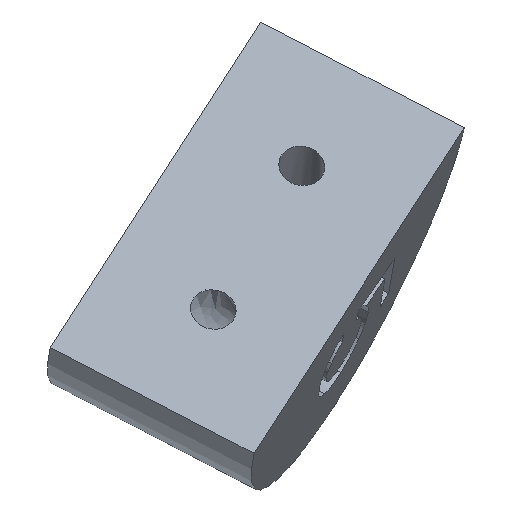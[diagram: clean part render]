
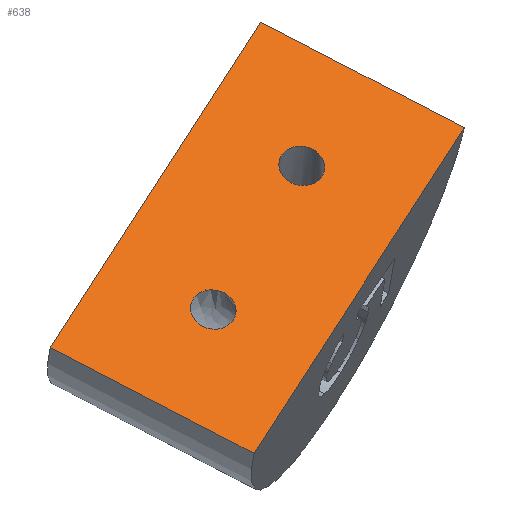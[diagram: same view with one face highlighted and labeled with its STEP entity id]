
A CAD part, isometric view. The second image highlights one B-rep face of the part: STEP entity #638.
In plain terms, the highlighted planar face has unit normal (-0.197, -0.359, 0.912).
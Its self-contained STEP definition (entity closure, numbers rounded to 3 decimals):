
#16=FACE_BOUND('',#106,.T.);
#17=FACE_BOUND('',#107,.T.);
#37=PLANE('',#668);
#70=FACE_OUTER_BOUND('',#105,.T.);
#105=EDGE_LOOP('',(#541,#542,#543,#544));
#106=EDGE_LOOP('',(#545,#546));
#107=EDGE_LOOP('',(#547));
#156=LINE('',#1718,#203);
#157=LINE('',#1721,#204);
#158=LINE('',#1723,#205);
#159=LINE('',#1724,#206);
#203=VECTOR('',#742,10.);
#204=VECTOR('',#745,10.);
#205=VECTOR('',#746,10.);
#206=VECTOR('',#747,10.);
#238=B_SPLINE_CURVE_WITH_KNOTS('',3,(#1205,#1206,#1207,#1208,#1209,#1210,
#1211,#1212,#1213,#1214,#1215),.UNSPECIFIED.,.F.,.F.,(4,1,1,1,1,1,1,1,4),
(0.,0.143,0.286,0.429,0.571,
0.679,0.786,0.857,1.),.UNSPECIFIED.);
#240=B_SPLINE_CURVE_WITH_KNOTS('',3,(#1242,#1243,#1244,#1245,#1246),
 .UNSPECIFIED.,.F.,.F.,(4,1,4),(0.,0.5,1.),.UNSPECIFIED.);
#242=B_SPLINE_CURVE_WITH_KNOTS('',3,(#1438,#1439,#1440,#1441,#1442,#1443,
#1444,#1445,#1446,#1447,#1448,#1449,#1450,#1451,#1452,#1453,#1454,#1455,
#1456,#1457,#1458,#1459,#1460,#1461,#1462,#1463,#1464,#1465,#1466,#1467,
#1468,#1469,#1470,#1471,#1472,#1473,#1474,#1475),.UNSPECIFIED.,.T.,.F.,
(4,2,2,2,2,2,2,2,2,2,2,2,2,2,2,2,2,2,4),(-1.,-0.963,-0.907,
-0.842,-0.769,-0.705,-0.647,
-0.591,-0.532,-0.472,-0.41,
-0.349,-0.288,-0.225,-0.158,
-0.093,-0.054,-0.015,0.),
 .UNSPECIFIED.);
#293=VERTEX_POINT('',#1202);
#294=VERTEX_POINT('',#1204);
#296=VERTEX_POINT('',#1436);
#305=VERTEX_POINT('',#1714);
#306=VERTEX_POINT('',#1716);
#307=VERTEX_POINT('',#1720);
#308=VERTEX_POINT('',#1722);
#377=EDGE_CURVE('',#294,#293,#238,.T.);
#380=EDGE_CURVE('',#293,#294,#240,.T.);
#383=EDGE_CURVE('',#296,#296,#242,.T.);
#396=EDGE_CURVE('',#305,#306,#156,.T.);
#397=EDGE_CURVE('',#307,#305,#157,.T.);
#398=EDGE_CURVE('',#308,#306,#158,.T.);
#399=EDGE_CURVE('',#307,#308,#159,.T.);
#541=ORIENTED_EDGE('',*,*,#397,.T.);
#542=ORIENTED_EDGE('',*,*,#396,.T.);
#543=ORIENTED_EDGE('',*,*,#398,.F.);
#544=ORIENTED_EDGE('',*,*,#399,.F.);
#545=ORIENTED_EDGE('',*,*,#377,.T.);
#546=ORIENTED_EDGE('',*,*,#380,.T.);
#547=ORIENTED_EDGE('',*,*,#383,.T.);
#638=ADVANCED_FACE('',(#70,#16,#17),#37,.T.);
#668=AXIS2_PLACEMENT_3D('',#1719,#743,#744);
#742=DIRECTION('',(0.342,-0.897,-0.279));
#743=DIRECTION('center_axis',(-0.197,-0.359,0.912));
#744=DIRECTION('ref_axis',(-0.919,-0.257,-0.299));
#745=DIRECTION('',(-0.919,-0.257,-0.299));
#746=DIRECTION('',(-0.919,-0.257,-0.299));
#747=DIRECTION('',(0.342,-0.897,-0.279));
#1202=CARTESIAN_POINT('',(-45.618,-3.26,154.615));
#1204=CARTESIAN_POINT('',(-44.874,-3.053,154.857));
#1205=CARTESIAN_POINT('Ctrl Pts',(-44.874,-3.053,154.857));
#1206=CARTESIAN_POINT('Ctrl Pts',(-44.75,-3.11,154.861));
#1207=CARTESIAN_POINT('Ctrl Pts',(-44.537,-3.306,154.83));
#1208=CARTESIAN_POINT('Ctrl Pts',(-44.469,-3.712,154.685));
#1209=CARTESIAN_POINT('Ctrl Pts',(-44.686,-4.047,154.506));
#1210=CARTESIAN_POINT('Ctrl Pts',(-45.053,-4.15,154.387));
#1211=CARTESIAN_POINT('Ctrl Pts',(-45.391,-4.044,154.355));
#1212=CARTESIAN_POINT('Ctrl Pts',(-45.592,-3.847,154.389));
#1213=CARTESIAN_POINT('Ctrl Pts',(-45.707,-3.568,154.474));
#1214=CARTESIAN_POINT('Ctrl Pts',(-45.68,-3.369,154.558));
#1215=CARTESIAN_POINT('Ctrl Pts',(-45.618,-3.26,154.615));
#1242=CARTESIAN_POINT('Ctrl Pts',(-45.618,-3.26,154.615));
#1243=CARTESIAN_POINT('Ctrl Pts',(-45.551,-3.143,154.675));
#1244=CARTESIAN_POINT('Ctrl Pts',(-45.319,-2.965,154.795));
#1245=CARTESIAN_POINT('Ctrl Pts',(-45.009,-2.991,154.852));
#1246=CARTESIAN_POINT('Ctrl Pts',(-44.874,-3.053,154.857));
#1436=CARTESIAN_POINT('',(-40.209,-2.687,156.008));
#1438=CARTESIAN_POINT('Ctrl Pts',(-40.209,-2.687,156.008));
#1439=CARTESIAN_POINT('Ctrl Pts',(-40.251,-2.7,155.994));
#1440=CARTESIAN_POINT('Ctrl Pts',(-40.295,-2.709,155.981));
#1441=CARTESIAN_POINT('Ctrl Pts',(-40.408,-2.717,155.953));
#1442=CARTESIAN_POINT('Ctrl Pts',(-40.478,-2.71,155.94));
#1443=CARTESIAN_POINT('Ctrl Pts',(-40.625,-2.672,155.924));
#1444=CARTESIAN_POINT('Ctrl Pts',(-40.701,-2.636,155.922));
#1445=CARTESIAN_POINT('Ctrl Pts',(-40.84,-2.533,155.932));
#1446=CARTESIAN_POINT('Ctrl Pts',(-40.901,-2.464,155.946));
#1447=CARTESIAN_POINT('Ctrl Pts',(-40.983,-2.319,155.985));
#1448=CARTESIAN_POINT('Ctrl Pts',(-41.007,-2.245,156.009));
#1449=CARTESIAN_POINT('Ctrl Pts',(-41.023,-2.102,156.062));
#1450=CARTESIAN_POINT('Ctrl Pts',(-41.018,-2.033,156.09));
#1451=CARTESIAN_POINT('Ctrl Pts',(-40.982,-1.906,156.148));
#1452=CARTESIAN_POINT('Ctrl Pts',(-40.952,-1.848,156.177));
#1453=CARTESIAN_POINT('Ctrl Pts',(-40.871,-1.744,156.235));
#1454=CARTESIAN_POINT('Ctrl Pts',(-40.819,-1.699,156.264));
#1455=CARTESIAN_POINT('Ctrl Pts',(-40.696,-1.631,156.318));
#1456=CARTESIAN_POINT('Ctrl Pts',(-40.626,-1.608,156.342));
#1457=CARTESIAN_POINT('Ctrl Pts',(-40.479,-1.589,156.381));
#1458=CARTESIAN_POINT('Ctrl Pts',(-40.401,-1.593,156.396));
#1459=CARTESIAN_POINT('Ctrl Pts',(-40.253,-1.63,156.414));
#1460=CARTESIAN_POINT('Ctrl Pts',(-40.182,-1.661,156.417));
#1461=CARTESIAN_POINT('Ctrl Pts',(-40.054,-1.746,156.411));
#1462=CARTESIAN_POINT('Ctrl Pts',(-39.999,-1.8,156.402));
#1463=CARTESIAN_POINT('Ctrl Pts',(-39.909,-1.923,156.373));
#1464=CARTESIAN_POINT('Ctrl Pts',(-39.876,-1.994,156.352));
#1465=CARTESIAN_POINT('Ctrl Pts',(-39.839,-2.145,156.301));
#1466=CARTESIAN_POINT('Ctrl Pts',(-39.838,-2.225,156.27));
#1467=CARTESIAN_POINT('Ctrl Pts',(-39.868,-2.374,156.204));
#1468=CARTESIAN_POINT('Ctrl Pts',(-39.899,-2.444,156.17));
#1469=CARTESIAN_POINT('Ctrl Pts',(-39.972,-2.54,156.117));
#1470=CARTESIAN_POINT('Ctrl Pts',(-40.004,-2.572,156.097));
#1471=CARTESIAN_POINT('Ctrl Pts',(-40.076,-2.627,156.06));
#1472=CARTESIAN_POINT('Ctrl Pts',(-40.116,-2.65,156.042));
#1473=CARTESIAN_POINT('Ctrl Pts',(-40.175,-2.675,156.02));
#1474=CARTESIAN_POINT('Ctrl Pts',(-40.192,-2.682,156.014));
#1475=CARTESIAN_POINT('Ctrl Pts',(-40.209,-2.687,156.008));
#1714=CARTESIAN_POINT('',(-49.188,-1.634,154.483));
#1716=CARTESIAN_POINT('',(-47.114,-7.077,152.791));
#1718=CARTESIAN_POINT('',(-49.188,-1.634,154.483));
#1719=CARTESIAN_POINT('Origin',(-38.418,1.378,157.992));
#1720=CARTESIAN_POINT('',(-38.418,1.378,157.992));
#1721=CARTESIAN_POINT('',(-38.418,1.378,157.992));
#1722=CARTESIAN_POINT('',(-36.344,-4.066,156.3));
#1723=CARTESIAN_POINT('',(-36.344,-4.066,156.3));
#1724=CARTESIAN_POINT('',(-38.418,1.378,157.992));
